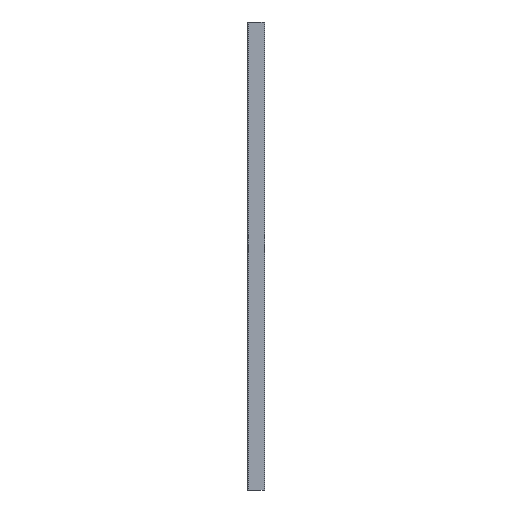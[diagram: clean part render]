
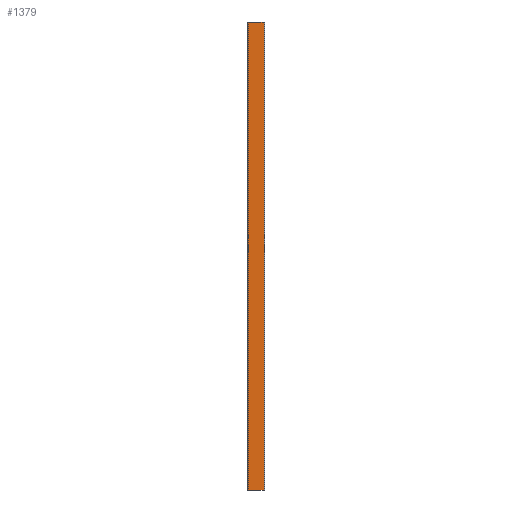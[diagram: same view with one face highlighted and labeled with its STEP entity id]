
A CAD part, left-side view. The second image highlights one B-rep face of the part: STEP entity #1379.
In plain terms, the highlighted planar face has unit normal (-1, 0, 0).
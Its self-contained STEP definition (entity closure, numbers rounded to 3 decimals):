
#3 = VERTEX_POINT ( 'NONE', #92 ) ;
#5 = CARTESIAN_POINT ( 'NONE',  ( -27., 102., 3000. ) ) ;
#12 = VECTOR ( 'NONE', #1111, 1000. ) ;
#92 = CARTESIAN_POINT ( 'NONE',  ( -27., 102., 0. ) ) ;
#122 = LINE ( 'NONE', #640, #12 ) ;
#183 = AXIS2_PLACEMENT_3D ( 'NONE', #955, #1508, #485 ) ;
#485 = DIRECTION ( 'NONE',  ( 0., 0., 1. ) ) ;
#517 = ORIENTED_EDGE ( 'NONE', *, *, #559, .T. ) ;
#559 = EDGE_CURVE ( 'NONE', #1475, #3, #710, .T. ) ;
#595 = ORIENTED_EDGE ( 'NONE', *, *, #1607, .F. ) ;
#640 = CARTESIAN_POINT ( 'NONE',  ( -27., 0., 3000. ) ) ;
#687 = ORIENTED_EDGE ( 'NONE', *, *, #1225, .T. ) ;
#710 = LINE ( 'NONE', #5, #719 ) ;
#719 = VECTOR ( 'NONE', #1032, 1000. ) ;
#802 = DIRECTION ( 'NONE',  ( 0., 0., -1. ) ) ;
#815 = CARTESIAN_POINT ( 'NONE',  ( -27., 0., 0. ) ) ;
#816 = CARTESIAN_POINT ( 'NONE',  ( -27., 1., 0. ) ) ;
#911 = ORIENTED_EDGE ( 'NONE', *, *, #1212, .F. ) ;
#947 = CARTESIAN_POINT ( 'NONE',  ( -27., 102., 3000. ) ) ;
#955 = CARTESIAN_POINT ( 'NONE',  ( -27., 0., 3000. ) ) ;
#1023 = LINE ( 'NONE', #1089, #1467 ) ;
#1032 = DIRECTION ( 'NONE',  ( 0., 0., -1. ) ) ;
#1053 = DIRECTION ( 'NONE',  ( 0., 1., 0. ) ) ;
#1089 = CARTESIAN_POINT ( 'NONE',  ( -27., 1., 3000. ) ) ;
#1111 = DIRECTION ( 'NONE',  ( 0., 1., 0. ) ) ;
#1117 = PLANE ( 'NONE',  #183 ) ;
#1212 = EDGE_CURVE ( 'NONE', #1359, #1304, #1023, .T. ) ;
#1225 = EDGE_CURVE ( 'NONE', #1359, #1475, #122, .T. ) ;
#1240 = LINE ( 'NONE', #815, #1589 ) ;
#1242 = CARTESIAN_POINT ( 'NONE',  ( -27., 1., 3000. ) ) ;
#1304 = VERTEX_POINT ( 'NONE', #816 ) ;
#1359 = VERTEX_POINT ( 'NONE', #1242 ) ;
#1379 = ADVANCED_FACE ( 'NONE', ( #1557 ), #1117, .T. ) ;
#1425 = EDGE_LOOP ( 'NONE', ( #595, #911, #687, #517 ) ) ;
#1467 = VECTOR ( 'NONE', #802, 1000. ) ;
#1475 = VERTEX_POINT ( 'NONE', #947 ) ;
#1508 = DIRECTION ( 'NONE',  ( -1., 0., 0. ) ) ;
#1557 = FACE_OUTER_BOUND ( 'NONE', #1425, .T. ) ;
#1589 = VECTOR ( 'NONE', #1053, 1000. ) ;
#1607 = EDGE_CURVE ( 'NONE', #1304, #3, #1240, .T. ) ;
